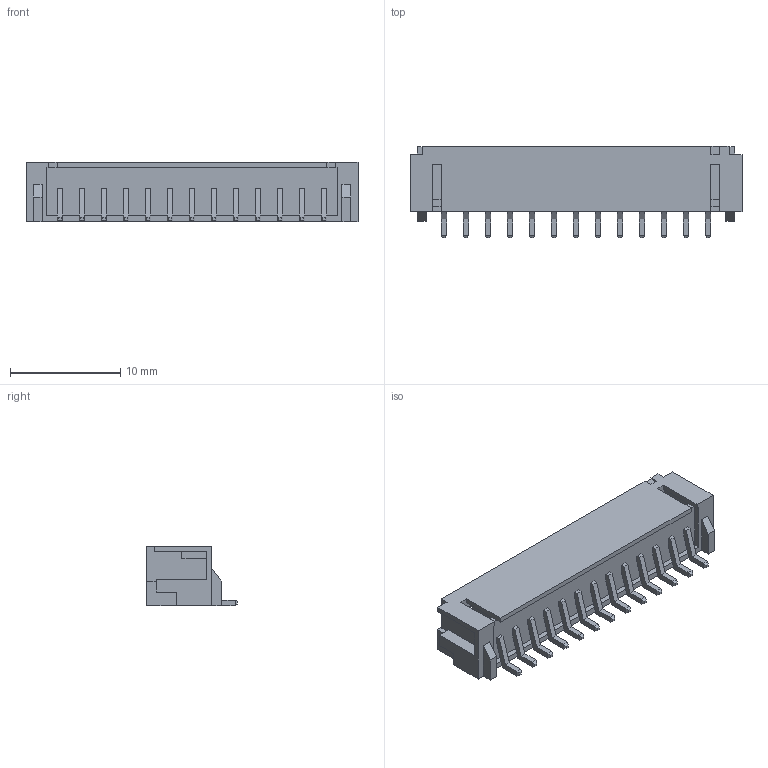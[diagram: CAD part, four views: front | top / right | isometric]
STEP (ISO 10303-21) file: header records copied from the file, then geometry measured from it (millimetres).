
FILE_DESCRIPTION(/* description */ ('Unknown'),/* implementation_level */ '2;1');
FILE_NAME(/* name */ 'JST - PH - SMD (R) - 13Pin - 2.00mm',/* time_stamp */ '2018-11-28T17:21:23-05:00',/* author */ ('Unknown'),/* organization */ ('Unknown'),/* preprocessor_version */ 'ST-DEVELOPER v16.7',/* originating_system */ 'DEX',/* authorisation */ $);
FILE_SCHEMA (('AUTOMOTIVE_DESIGN {1 0 10303 214 3 1 1}'));
Length unit declared in the file: millimetre
Products named in the file (1): JST - PH - SMD (R) - 13Pin - 2.00mm
Bounding box: 30.15 x 8.26 x 5.38 mm (x, y, z)
Volume: 347.2 mm3; surface area: 1365 mm2
Topology: 1 solids, 21 shells, 525 faces, 1268 edges, 808 vertices
Faces by surface type: plane 485, bspline 40
Entity records: 19850 total; most frequent: CARTESIAN_POINT 4602, ORIENTED_EDGE 2528, DIRECTION 1970, EDGE_CURVE 1264, LINE 998, VECTOR 998, VERTEX_POINT 808, EDGE_LOOP 568
